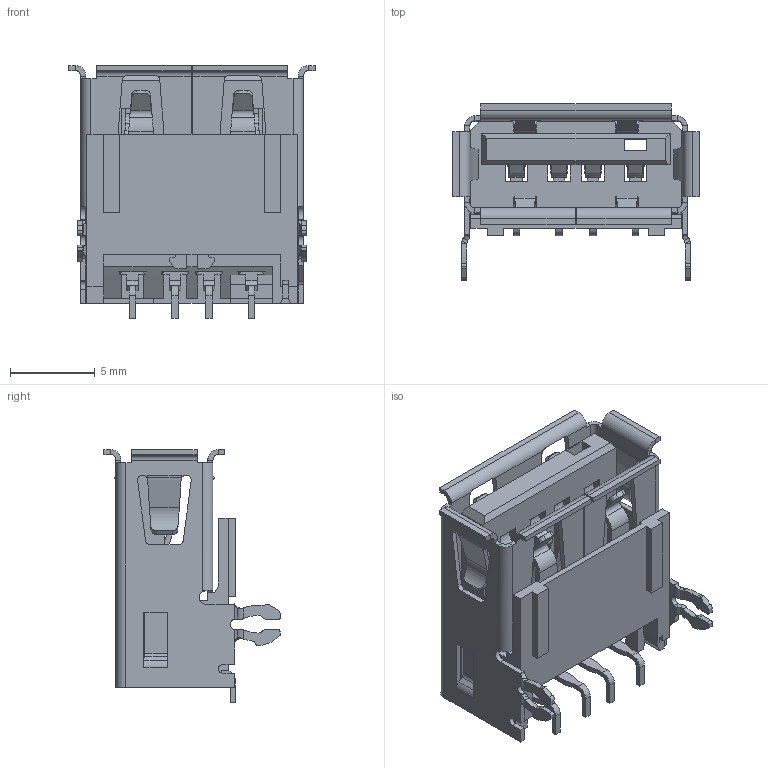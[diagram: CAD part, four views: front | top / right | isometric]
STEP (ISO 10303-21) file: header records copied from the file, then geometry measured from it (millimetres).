
FILE_DESCRIPTION((''),'2;1');
FILE_NAME('87583-3010XX_ASM','2020-05-21T',('baoyy'),('AFCI'),'CREO PARAMETRIC BY PTC INC, 2016130','CREO PARAMETRIC BY PTC INC, 2016130','');
FILE_SCHEMA(('AUTOMOTIVE_DESIGN { 1 0 10303 214 1 1 1 1 }'));
Length unit declared in the file: millimetre
Products named in the file (1): 87583-3010XX_ASM
Bounding box: 14.5 x 10.37 x 14.88 mm (x, y, z)
Volume: 514.9 mm3; surface area: 2029.5 mm2
Topology: 1 solids, 5 shells, 883 faces, 2390 edges, 1477 vertices
Faces by surface type: plane 587, cylinder 203, bspline 84, extrusion 8, cone 1
Entity records: 34177 total; most frequent: CARTESIAN_POINT 8975, ORIENTED_EDGE 4780, DIRECTION 4074, EDGE_CURVE 2390, VECTOR 1908, LINE 1900, VERTEX_POINT 1477, AXIS2_PLACEMENT_3D 1083
